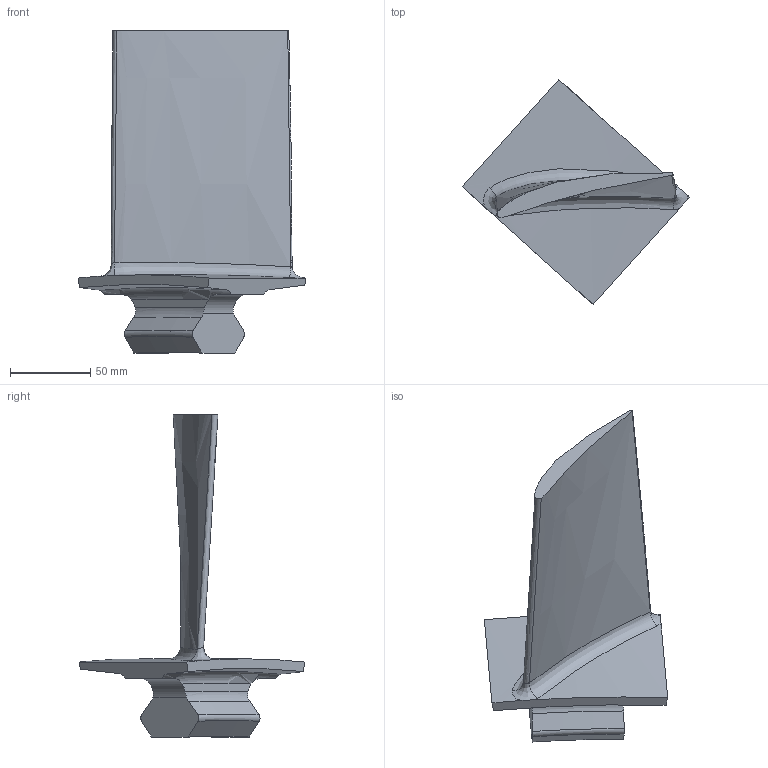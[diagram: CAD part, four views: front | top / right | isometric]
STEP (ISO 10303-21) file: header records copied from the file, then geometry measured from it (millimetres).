
FILE_DESCRIPTION(('FreeCAD Model'),'2;1');
FILE_NAME('Open CASCADE Shape Model','2025-09-22T14:28:28',('Author'),( ''),'Open CASCADE STEP processor 7.8','FreeCAD','Unknown');
FILE_SCHEMA(('AUTOMOTIVE_DESIGN { 1 0 10303 214 1 1 1 1 }'));
Length unit declared in the file: millimetre
Products named in the file (1): Scale
Bounding box: 141.74 x 140.28 x 200.68 mm (x, y, z)
Volume: 292427 mm3; surface area: 64493 mm2
Topology: 1 solids, 1 shells, 38 faces, 104 edges, 68 vertices
Faces by surface type: plane 11, bspline 8, cylinder 7, torus 6, cone 6
Entity records: 3470 total; most frequent: CARTESIAN_POINT 2606, ORIENTED_EDGE 208, DIRECTION 129, EDGE_CURVE 104, VERTEX_POINT 68, B_SPLINE_CURVE_WITH_KNOTS 62, AXIS2_PLACEMENT_3D 56, ADVANCED_FACE 38
